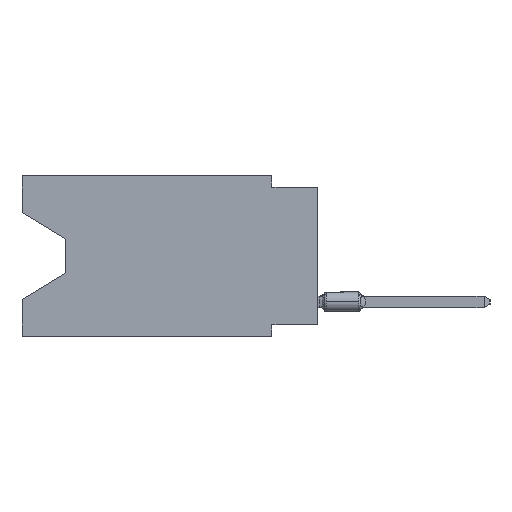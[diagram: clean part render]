
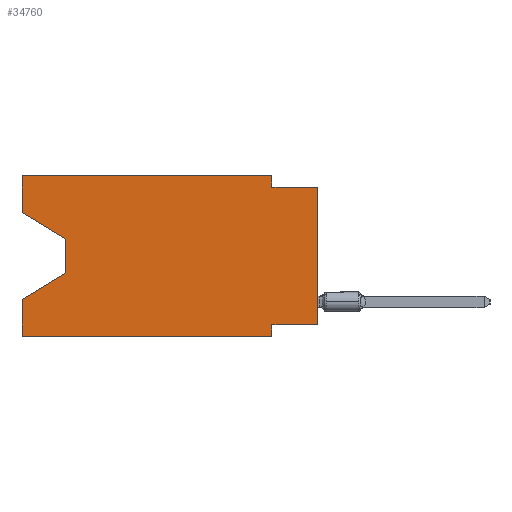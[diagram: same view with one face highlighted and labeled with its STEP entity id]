
A CAD part, left-side view. The second image highlights one B-rep face of the part: STEP entity #34760.
In plain terms, the highlighted planar face has unit normal (-1, 0, 0).
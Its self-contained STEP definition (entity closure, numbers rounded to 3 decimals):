
#58 = EDGE_CURVE ( 'NONE', #45990, #24267, #6442, .T. ) ;
#66 = ORIENTED_EDGE ( 'NONE', *, *, #20926, .T. ) ;
#77 = ORIENTED_EDGE ( 'NONE', *, *, #19562, .F. ) ;
#1591 = DIRECTION ( 'NONE',  ( 0., 0., 1. ) ) ;
#2331 = VERTEX_POINT ( 'NONE', #20652 ) ;
#2481 = CARTESIAN_POINT ( 'NONE',  ( 0., 0., -8.255 ) ) ;
#2832 = DIRECTION ( 'NONE',  ( 0., 0., -1. ) ) ;
#3345 = VECTOR ( 'NONE', #32167, 1000. ) ;
#3450 = EDGE_LOOP ( 'NONE', ( #6939, #66, #19236, #6761, #29719, #10986, #4596, #30282, #77, #6865, #50976, #37606 ) ) ;
#3739 = DIRECTION ( 'NONE',  ( 0., -1., 0. ) ) ;
#4596 = ORIENTED_EDGE ( 'NONE', *, *, #8055, .F. ) ;
#5130 = LINE ( 'NONE', #38808, #16578 ) ;
#5994 = VECTOR ( 'NONE', #41801, 1000. ) ;
#6398 = CARTESIAN_POINT ( 'NONE',  ( 0., 0., 0. ) ) ;
#6442 = LINE ( 'NONE', #23002, #22231 ) ;
#6761 = ORIENTED_EDGE ( 'NONE', *, *, #22110, .F. ) ;
#6865 = ORIENTED_EDGE ( 'NONE', *, *, #48299, .F. ) ;
#6880 = DIRECTION ( 'NONE',  ( 0., 0.855, -0.519 ) ) ;
#6939 = ORIENTED_EDGE ( 'NONE', *, *, #36095, .T. ) ;
#8055 = EDGE_CURVE ( 'NONE', #36199, #45990, #26923, .T. ) ;
#9157 = EDGE_CURVE ( 'NONE', #51796, #2331, #15307, .T. ) ;
#10936 = VERTEX_POINT ( 'NONE', #27443 ) ;
#10966 = FACE_OUTER_BOUND ( 'NONE', #3450, .T. ) ;
#10986 = ORIENTED_EDGE ( 'NONE', *, *, #58, .F. ) ;
#11265 = LINE ( 'NONE', #6398, #3345 ) ;
#11522 = CARTESIAN_POINT ( 'NONE',  ( 0., 2.54, 0. ) ) ;
#11692 = AXIS2_PLACEMENT_3D ( 'NONE', #44088, #38847, #25249 ) ;
#14189 = DIRECTION ( 'NONE',  ( 0., 1., 0. ) ) ;
#14407 = LINE ( 'NONE', #42937, #26082 ) ;
#14763 = CARTESIAN_POINT ( 'NONE',  ( 0., 13.97, -5.385 ) ) ;
#15307 = LINE ( 'NONE', #14763, #27121 ) ;
#16578 = VECTOR ( 'NONE', #1591, 1000. ) ;
#17552 = CARTESIAN_POINT ( 'NONE',  ( 0., 13.97, -3.505 ) ) ;
#18209 = CARTESIAN_POINT ( 'NONE',  ( 0., 16.383, 0. ) ) ;
#18706 = VECTOR ( 'NONE', #2832, 1000. ) ;
#18799 = LINE ( 'NONE', #52920, #24407 ) ;
#19101 = EDGE_CURVE ( 'NONE', #36199, #35683, #11265, .T. ) ;
#19236 = ORIENTED_EDGE ( 'NONE', *, *, #9157, .T. ) ;
#19562 = EDGE_CURVE ( 'NONE', #33482, #35683, #25229, .T. ) ;
#20110 = VECTOR ( 'NONE', #14189, 1000. ) ;
#20275 = CARTESIAN_POINT ( 'NONE',  ( 0., 2.54, 0. ) ) ;
#20652 = CARTESIAN_POINT ( 'NONE',  ( 0., 16.383, -6.852 ) ) ;
#20926 = EDGE_CURVE ( 'NONE', #47521, #51796, #42269, .T. ) ;
#21693 = CARTESIAN_POINT ( 'NONE',  ( 0., 0., -0.635 ) ) ;
#22110 = EDGE_CURVE ( 'NONE', #10936, #2331, #34530, .T. ) ;
#22231 = VECTOR ( 'NONE', #23262, 1000. ) ;
#23002 = CARTESIAN_POINT ( 'NONE',  ( 0., 2.54, -8.89 ) ) ;
#23262 = DIRECTION ( 'NONE',  ( 0., 0., -1. ) ) ;
#23346 = CARTESIAN_POINT ( 'NONE',  ( 0., 2.54, -8.89 ) ) ;
#24267 = VERTEX_POINT ( 'NONE', #23346 ) ;
#24407 = VECTOR ( 'NONE', #48577, 1000. ) ;
#25229 = LINE ( 'NONE', #21693, #5994 ) ;
#25249 = DIRECTION ( 'NONE',  ( 0., 0., -1. ) ) ;
#26082 = VECTOR ( 'NONE', #51337, 1000. ) ;
#26611 = EDGE_CURVE ( 'NONE', #10936, #24267, #14407, .T. ) ;
#26923 = LINE ( 'NONE', #2481, #20110 ) ;
#27096 = EDGE_CURVE ( 'NONE', #47304, #28927, #5130, .T. ) ;
#27121 = VECTOR ( 'NONE', #6880, 1000. ) ;
#27380 = VERTEX_POINT ( 'NONE', #20275 ) ;
#27443 = CARTESIAN_POINT ( 'NONE',  ( 0., 16.383, -8.89 ) ) ;
#27511 = PLANE ( 'NONE',  #11692 ) ;
#28688 = VECTOR ( 'NONE', #3739, 1000. ) ;
#28927 = VERTEX_POINT ( 'NONE', #35040 ) ;
#29719 = ORIENTED_EDGE ( 'NONE', *, *, #26611, .T. ) ;
#30282 = ORIENTED_EDGE ( 'NONE', *, *, #19101, .T. ) ;
#32167 = DIRECTION ( 'NONE',  ( 0., 0., 1. ) ) ;
#32254 = CARTESIAN_POINT ( 'NONE',  ( 0., 16.383, 0. ) ) ;
#33059 = VECTOR ( 'NONE', #43198, 1000. ) ;
#33482 = VERTEX_POINT ( 'NONE', #44176 ) ;
#34133 = DIRECTION ( 'NONE',  ( 0., 0., -1. ) ) ;
#34530 = LINE ( 'NONE', #18209, #33059 ) ;
#34760 = ADVANCED_FACE ( 'NONE', ( #10966 ), #27511, .F. ) ;
#35040 = CARTESIAN_POINT ( 'NONE',  ( 0., 16.383, 0. ) ) ;
#35683 = VERTEX_POINT ( 'NONE', #47497 ) ;
#35771 = EDGE_CURVE ( 'NONE', #28927, #27380, #40940, .T. ) ;
#36095 = EDGE_CURVE ( 'NONE', #47304, #47521, #18799, .T. ) ;
#36199 = VERTEX_POINT ( 'NONE', #46410 ) ;
#37384 = CARTESIAN_POINT ( 'NONE',  ( 0., 13.97, -5.385 ) ) ;
#37606 = ORIENTED_EDGE ( 'NONE', *, *, #27096, .F. ) ;
#38808 = CARTESIAN_POINT ( 'NONE',  ( 0., 16.383, 0. ) ) ;
#38847 = DIRECTION ( 'NONE',  ( 1., 0., 0. ) ) ;
#39707 = CARTESIAN_POINT ( 'NONE',  ( 0., 13.97, -3.505 ) ) ;
#40045 = LINE ( 'NONE', #11522, #18706 ) ;
#40940 = LINE ( 'NONE', #32254, #28688 ) ;
#41801 = DIRECTION ( 'NONE',  ( 0., -1., 0. ) ) ;
#42269 = LINE ( 'NONE', #17552, #49365 ) ;
#42727 = CARTESIAN_POINT ( 'NONE',  ( 0., 2.54, -8.255 ) ) ;
#42937 = CARTESIAN_POINT ( 'NONE',  ( 0., 16.383, -8.89 ) ) ;
#43198 = DIRECTION ( 'NONE',  ( 0., 0., 1. ) ) ;
#44088 = CARTESIAN_POINT ( 'NONE',  ( 0., 16.383, 0. ) ) ;
#44176 = CARTESIAN_POINT ( 'NONE',  ( 0., 2.54, -0.635 ) ) ;
#45990 = VERTEX_POINT ( 'NONE', #42727 ) ;
#46410 = CARTESIAN_POINT ( 'NONE',  ( 0., 0., -8.255 ) ) ;
#47304 = VERTEX_POINT ( 'NONE', #51070 ) ;
#47497 = CARTESIAN_POINT ( 'NONE',  ( 0., 0., -0.635 ) ) ;
#47521 = VERTEX_POINT ( 'NONE', #39707 ) ;
#48299 = EDGE_CURVE ( 'NONE', #27380, #33482, #40045, .T. ) ;
#48577 = DIRECTION ( 'NONE',  ( 0., -0.855, -0.519 ) ) ;
#49365 = VECTOR ( 'NONE', #34133, 1000. ) ;
#50976 = ORIENTED_EDGE ( 'NONE', *, *, #35771, .F. ) ;
#51070 = CARTESIAN_POINT ( 'NONE',  ( 0., 16.383, -2.038 ) ) ;
#51337 = DIRECTION ( 'NONE',  ( 0., -1., 0. ) ) ;
#51796 = VERTEX_POINT ( 'NONE', #37384 ) ;
#52920 = CARTESIAN_POINT ( 'NONE',  ( 0., 16.383, -2.038 ) ) ;
